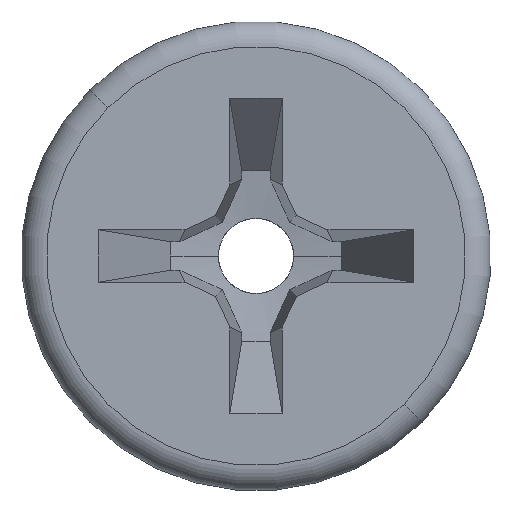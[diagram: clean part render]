
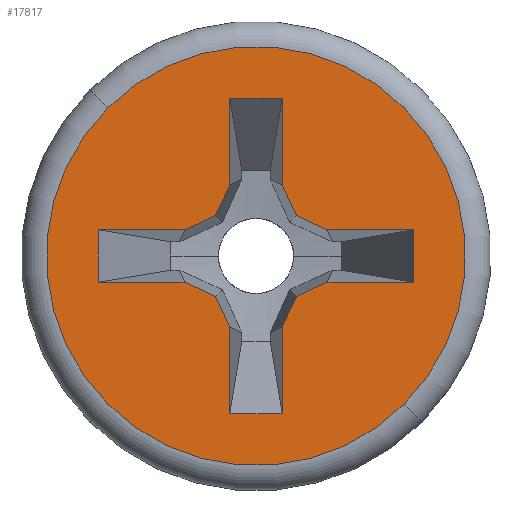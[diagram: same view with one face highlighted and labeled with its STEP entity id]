
A CAD part, left-side view. The second image highlights one B-rep face of the part: STEP entity #17817.
In plain terms, the highlighted planar face has unit normal (-1, 0, 0).
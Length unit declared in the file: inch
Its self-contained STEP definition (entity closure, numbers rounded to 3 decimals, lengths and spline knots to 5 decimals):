
#9329=CARTESIAN_POINT('',(0.,0.,0.));
#9330=DIRECTION('',(-1.,0.,0.));
#9331=DIRECTION('',(0.,1.,0.));
#9332=AXIS2_PLACEMENT_3D('',#9329,#9330,#9331);
#9334=CARTESIAN_POINT('',(0.,0.,0.));
#9335=DIRECTION('',(1.,0.,0.));
#9336=DIRECTION('',(0.,1.,0.));
#9337=AXIS2_PLACEMENT_3D('',#9334,#9335,#9336);
#9339=DIRECTION('',(0.,-0.707,-0.707));
#9340=VECTOR('',#9339,0.028);
#9341=CARTESIAN_POINT('',(0.,0.0693,-0.0495));
#9342=LINE('',#9341,#9340);
#9343=DIRECTION('',(0.,0.707,-0.707));
#9344=VECTOR('',#9343,0.04624);
#9345=CARTESIAN_POINT('',(0.,0.0168,-0.0366));
#9346=LINE('',#9345,#9344);
#9347=DIRECTION('',(0.,0.94,-0.342));
#9348=VECTOR('',#9347,0.01788);
#9349=CARTESIAN_POINT('',(0.,0.,-0.03048));
#9350=LINE('',#9349,#9348);
#9351=DIRECTION('',(0.,0.94,0.342));
#9352=VECTOR('',#9351,0.01788);
#9353=CARTESIAN_POINT('',(0.,-0.0168,-0.0366));
#9354=LINE('',#9353,#9352);
#9355=DIRECTION('',(0.,-0.707,-0.707));
#9356=VECTOR('',#9355,0.04624);
#9357=CARTESIAN_POINT('',(0.,-0.0168,-0.0366));
#9358=LINE('',#9357,#9356);
#9359=DIRECTION('',(0.,0.707,-0.707));
#9360=VECTOR('',#9359,0.028);
#9361=CARTESIAN_POINT('',(0.,-0.0693,-0.0495));
#9362=LINE('',#9361,#9360);
#9363=DIRECTION('',(0.,-0.707,-0.707));
#9364=VECTOR('',#9363,0.04624);
#9365=CARTESIAN_POINT('',(0.,-0.0366,-0.0168));
#9366=LINE('',#9365,#9364);
#9367=DIRECTION('',(0.,-0.342,-0.94));
#9368=VECTOR('',#9367,0.01788);
#9369=CARTESIAN_POINT('',(0.,-0.03048,0.));
#9370=LINE('',#9369,#9368);
#9371=DIRECTION('',(0.,0.342,-0.94));
#9372=VECTOR('',#9371,0.01788);
#9373=CARTESIAN_POINT('',(0.,-0.0366,0.0168));
#9374=LINE('',#9373,#9372);
#9375=DIRECTION('',(0.,0.707,-0.707));
#9376=VECTOR('',#9375,0.04624);
#9377=CARTESIAN_POINT('',(0.,-0.0693,0.0495));
#9378=LINE('',#9377,#9376);
#9379=DIRECTION('',(0.,-0.707,-0.707));
#9380=VECTOR('',#9379,0.028);
#9381=CARTESIAN_POINT('',(0.,-0.0495,0.0693));
#9382=LINE('',#9381,#9380);
#9383=DIRECTION('',(0.,0.707,-0.707));
#9384=VECTOR('',#9383,0.04624);
#9385=CARTESIAN_POINT('',(0.,-0.0495,0.0693));
#9386=LINE('',#9385,#9384);
#9387=DIRECTION('',(0.,-0.94,0.342));
#9388=VECTOR('',#9387,0.01788);
#9389=CARTESIAN_POINT('',(0.,0.,0.03048));
#9390=LINE('',#9389,#9388);
#9391=DIRECTION('',(0.,-0.94,-0.342));
#9392=VECTOR('',#9391,0.01788);
#9393=CARTESIAN_POINT('',(0.,0.0168,0.0366));
#9394=LINE('',#9393,#9392);
#9395=DIRECTION('',(0.,-0.707,-0.707));
#9396=VECTOR('',#9395,0.04624);
#9397=CARTESIAN_POINT('',(0.,0.0495,0.0693));
#9398=LINE('',#9397,#9396);
#9399=DIRECTION('',(0.,0.707,-0.707));
#9400=VECTOR('',#9399,0.028);
#9401=CARTESIAN_POINT('',(0.,0.0495,0.0693));
#9402=LINE('',#9401,#9400);
#9403=DIRECTION('',(0.,-0.707,-0.707));
#9404=VECTOR('',#9403,0.04624);
#9405=CARTESIAN_POINT('',(0.,0.0693,0.0495));
#9406=LINE('',#9405,#9404);
#9407=DIRECTION('',(0.,0.342,0.94));
#9408=VECTOR('',#9407,0.01788);
#9409=CARTESIAN_POINT('',(0.,0.03048,0.));
#9410=LINE('',#9409,#9408);
#9411=DIRECTION('',(0.,-0.342,0.94));
#9412=VECTOR('',#9411,0.01788);
#9413=CARTESIAN_POINT('',(0.,0.0366,-0.0168));
#9414=LINE('',#9413,#9412);
#9415=DIRECTION('',(0.,0.707,-0.707));
#9416=VECTOR('',#9415,0.04624);
#9417=CARTESIAN_POINT('',(0.,0.0366,-0.0168));
#9418=LINE('',#9417,#9416);
#11488=CARTESIAN_POINT('',(0.,0.0693,-0.0495));
#11489=CARTESIAN_POINT('',(0.,0.0495,-0.0693));
#11490=VERTEX_POINT('',#11488);
#11491=VERTEX_POINT('',#11489);
#11492=CARTESIAN_POINT('',(0.,0.0366,-0.0168));
#11493=VERTEX_POINT('',#11492);
#11494=CARTESIAN_POINT('',(0.,0.03048,0.));
#11495=VERTEX_POINT('',#11494);
#11496=CARTESIAN_POINT('',(0.,0.0366,0.0168));
#11497=VERTEX_POINT('',#11496);
#11498=CARTESIAN_POINT('',(0.,0.0693,0.0495));
#11499=VERTEX_POINT('',#11498);
#11500=CARTESIAN_POINT('',(0.,0.0495,0.0693));
#11501=VERTEX_POINT('',#11500);
#11502=CARTESIAN_POINT('',(0.,0.0168,0.0366));
#11503=VERTEX_POINT('',#11502);
#11504=CARTESIAN_POINT('',(0.,0.,0.03048));
#11505=VERTEX_POINT('',#11504);
#11506=CARTESIAN_POINT('',(0.,-0.0168,0.0366));
#11507=VERTEX_POINT('',#11506);
#11508=CARTESIAN_POINT('',(0.,-0.0495,0.0693));
#11509=VERTEX_POINT('',#11508);
#11510=CARTESIAN_POINT('',(0.,-0.0693,0.0495));
#11511=VERTEX_POINT('',#11510);
#11512=CARTESIAN_POINT('',(0.,-0.0366,0.0168));
#11513=VERTEX_POINT('',#11512);
#11514=CARTESIAN_POINT('',(0.,-0.03048,0.));
#11515=VERTEX_POINT('',#11514);
#11516=CARTESIAN_POINT('',(0.,-0.0366,-0.0168));
#11517=VERTEX_POINT('',#11516);
#11518=CARTESIAN_POINT('',(0.,-0.0693,-0.0495));
#11519=VERTEX_POINT('',#11518);
#11520=CARTESIAN_POINT('',(0.,-0.0495,-0.0693));
#11521=VERTEX_POINT('',#11520);
#11522=CARTESIAN_POINT('',(0.,-0.0168,-0.0366));
#11523=VERTEX_POINT('',#11522);
#11524=CARTESIAN_POINT('',(0.,0.,-0.03048));
#11525=VERTEX_POINT('',#11524);
#11526=CARTESIAN_POINT('',(0.,0.0168,-0.0366));
#11527=VERTEX_POINT('',#11526);
#11602=CARTESIAN_POINT('',(0.,0.11148,0.));
#11603=VERTEX_POINT('',#11602);
#11604=CARTESIAN_POINT('',(0.,-0.11148,0.));
#11605=VERTEX_POINT('',#11604);
#17784=CARTESIAN_POINT('',(0.,0.,0.));
#17785=DIRECTION('',(1.,0.,0.));
#17786=DIRECTION('',(0.,-1.,0.));
#17787=AXIS2_PLACEMENT_3D('',#17784,#17785,#17786);
#17788=PLANE('',#17787);
#17790=ORIENTED_EDGE('',*,*,#17789,.F.);
#17792=ORIENTED_EDGE('',*,*,#17791,.T.);
#17793=EDGE_LOOP('',(#17790,#17792));
#17794=FACE_OUTER_BOUND('',#17793,.F.);
#17795=ORIENTED_EDGE('',*,*,#17605,.T.);
#17796=ORIENTED_EDGE('',*,*,#17619,.F.);
#17797=ORIENTED_EDGE('',*,*,#17645,.F.);
#17798=ORIENTED_EDGE('',*,*,#17671,.F.);
#17799=ORIENTED_EDGE('',*,*,#17685,.T.);
#17800=ORIENTED_EDGE('',*,*,#17699,.F.);
#17801=ORIENTED_EDGE('',*,*,#17713,.F.);
#17802=ORIENTED_EDGE('',*,*,#17739,.F.);
#17803=ORIENTED_EDGE('',*,*,#17765,.F.);
#17804=ORIENTED_EDGE('',*,*,#17778,.F.);
#17805=ORIENTED_EDGE('',*,*,#17414,.F.);
#17806=ORIENTED_EDGE('',*,*,#17430,.T.);
#17807=ORIENTED_EDGE('',*,*,#17456,.F.);
#17808=ORIENTED_EDGE('',*,*,#17482,.F.);
#17809=ORIENTED_EDGE('',*,*,#17496,.F.);
#17810=ORIENTED_EDGE('',*,*,#17510,.T.);
#17811=ORIENTED_EDGE('',*,*,#17524,.T.);
#17812=ORIENTED_EDGE('',*,*,#17550,.F.);
#17813=ORIENTED_EDGE('',*,*,#17576,.F.);
#17814=ORIENTED_EDGE('',*,*,#17590,.T.);
#17815=EDGE_LOOP('',(#17795,#17796,#17797,#17798,#17799,#17800,#17801,#17802,
#17803,#17804,#17805,#17806,#17807,#17808,#17809,#17810,#17811,#17812,#17813,
#17814));
#17816=FACE_BOUND('',#17815,.F.);
#9333=CIRCLE('',#9332,0.11148);
#9338=CIRCLE('',#9337,0.11148);
#17414=EDGE_CURVE('',#11509,#11511,#9382,.T.);
#17430=EDGE_CURVE('',#11509,#11507,#9386,.T.);
#17456=EDGE_CURVE('',#11505,#11507,#9390,.T.);
#17482=EDGE_CURVE('',#11503,#11505,#9394,.T.);
#17496=EDGE_CURVE('',#11501,#11503,#9398,.T.);
#17510=EDGE_CURVE('',#11501,#11499,#9402,.T.);
#17524=EDGE_CURVE('',#11499,#11497,#9406,.T.);
#17550=EDGE_CURVE('',#11495,#11497,#9410,.T.);
#17576=EDGE_CURVE('',#11493,#11495,#9414,.T.);
#17590=EDGE_CURVE('',#11493,#11490,#9418,.T.);
#17605=EDGE_CURVE('',#11490,#11491,#9342,.T.);
#17619=EDGE_CURVE('',#11527,#11491,#9346,.T.);
#17645=EDGE_CURVE('',#11525,#11527,#9350,.T.);
#17671=EDGE_CURVE('',#11523,#11525,#9354,.T.);
#17685=EDGE_CURVE('',#11523,#11521,#9358,.T.);
#17699=EDGE_CURVE('',#11519,#11521,#9362,.T.);
#17713=EDGE_CURVE('',#11517,#11519,#9366,.T.);
#17739=EDGE_CURVE('',#11515,#11517,#9370,.T.);
#17765=EDGE_CURVE('',#11513,#11515,#9374,.T.);
#17778=EDGE_CURVE('',#11511,#11513,#9378,.T.);
#17789=EDGE_CURVE('',#11603,#11605,#9333,.T.);
#17791=EDGE_CURVE('',#11603,#11605,#9338,.T.);
#17817=ADVANCED_FACE('',(#17794,#17816),#17788,.F.);
